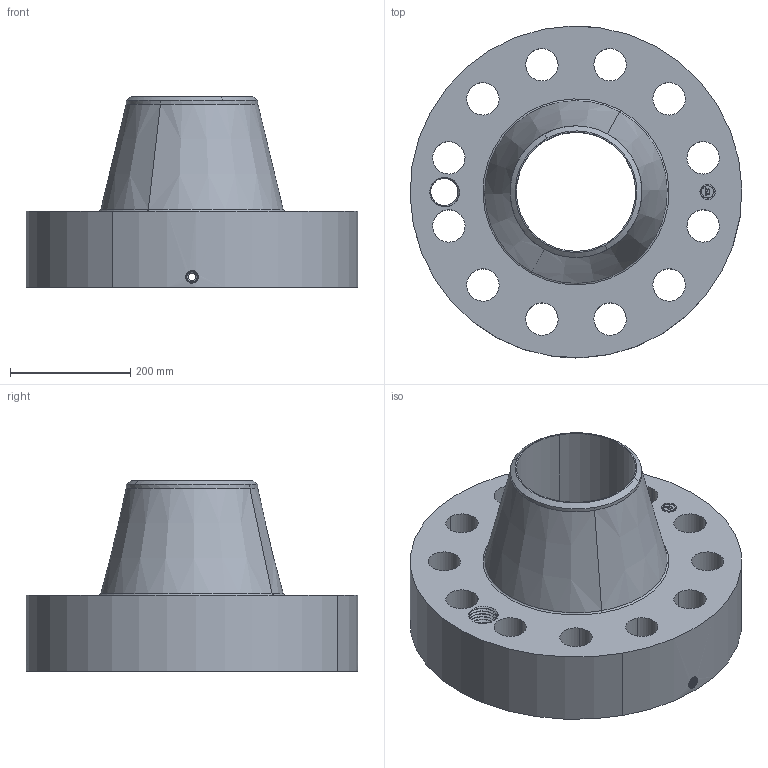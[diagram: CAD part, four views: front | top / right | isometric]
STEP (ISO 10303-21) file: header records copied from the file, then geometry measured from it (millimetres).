
FILE_DESCRIPTION(('3D STEP'),'2;1');
FILE_NAME('8-2500-FF-WELD-NECK-60-ORIF-FLANGE.stp','2013-11-04T03:26:55+00:00',('Texas Flange'),(''),'CATIA Version 5 Release 20 SP 6 (IN-10)','CATIA V5 STEP AP214','800-826-3801');
FILE_SCHEMA(('AUTOMOTIVE_DESIGN { 1 0 10303 214 1 1 1 1 }'));
Length unit declared in the file: inch
Products named in the file (1): 8-2500-FF-WELD-NECK-60-ORIF-FLANGE
Bounding box: 552.3 x 552.45 x 317.5 mm (x, y, z)
Volume: 27007411.9 mm3; surface area: 1199109.3 mm2
Topology: 1 solids, 1 shells, 820 faces, 2228 edges, 1428 vertices
Faces by surface type: plane 368, bspline 283, cylinder 115, cone 48, revolution 4, torus 2
Entity records: 35567 total; most frequent: CARTESIAN_POINT 15504, ORIENTED_EDGE 4456, EDGE_CURVE 2228, DIRECTION 2104, VERTEX_POINT 1428, VECTOR 1202, LINE 1202, B_SPLINE_CURVE_WITH_KNOTS 902
